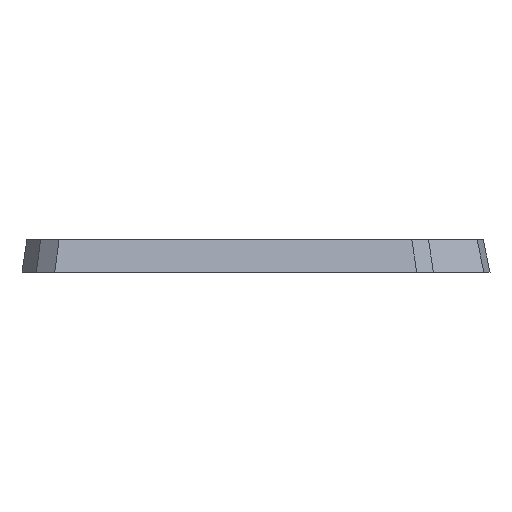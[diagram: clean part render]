
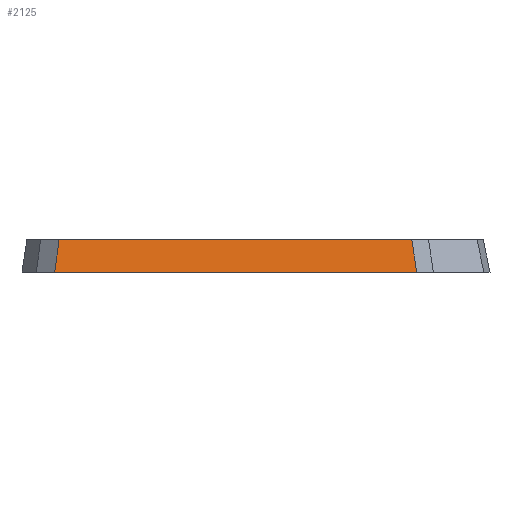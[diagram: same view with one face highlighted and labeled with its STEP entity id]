
A CAD part, left-side view. The second image highlights one B-rep face of the part: STEP entity #2125.
In plain terms, the highlighted planar face has unit normal (-0.989, 0, 0.151).
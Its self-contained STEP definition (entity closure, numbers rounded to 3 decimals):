
#101=PLANE('',#2341);
#205=FACE_OUTER_BOUND('',#319,.T.);
#319=EDGE_LOOP('',(#1894,#1895,#1896,#1897));
#431=LINE('',#3246,#636);
#497=LINE('',#3630,#702);
#532=LINE('',#3725,#737);
#535=LINE('',#3730,#740);
#636=VECTOR('',#2603,10.);
#702=VECTOR('',#2805,10.);
#737=VECTOR('',#2910,10.);
#740=VECTOR('',#2917,10.);
#939=VERTEX_POINT('',#3243);
#940=VERTEX_POINT('',#3245);
#1022=VERTEX_POINT('',#3627);
#1023=VERTEX_POINT('',#3629);
#1181=EDGE_CURVE('',#940,#939,#431,.T.);
#1304=EDGE_CURVE('',#1022,#1023,#497,.T.);
#1352=EDGE_CURVE('',#1023,#939,#532,.T.);
#1355=EDGE_CURVE('',#940,#1022,#535,.T.);
#1894=ORIENTED_EDGE('',*,*,#1352,.F.);
#1895=ORIENTED_EDGE('',*,*,#1304,.F.);
#1896=ORIENTED_EDGE('',*,*,#1355,.F.);
#1897=ORIENTED_EDGE('',*,*,#1181,.T.);
#2125=ADVANCED_FACE('',(#205),#101,.T.);
#2341=AXIS2_PLACEMENT_3D('',#3732,#2920,#2921);
#2603=DIRECTION('',(0.,1.,0.));
#2805=DIRECTION('',(0.,1.,0.));
#2910=DIRECTION('',(0.15,-0.134,0.98));
#2917=DIRECTION('',(-0.15,-0.15,-0.977));
#2920=DIRECTION('center_axis',(-0.988,0.,
0.151));
#2921=DIRECTION('ref_axis',(0.151,0.,0.988));
#3243=CARTESIAN_POINT('',(34.339,-23.612,9.8));
#3245=CARTESIAN_POINT('',(34.339,-130.546,9.8));
#3246=CARTESIAN_POINT('',(34.339,-50.894,9.8));
#3627=CARTESIAN_POINT('',(32.839,-132.046,0.));
#3629=CARTESIAN_POINT('',(32.839,-22.267,0.));
#3630=CARTESIAN_POINT('',(32.839,-17.221,0.));
#3725=CARTESIAN_POINT('',(34.5,-23.757,10.854));
#3730=CARTESIAN_POINT('',(34.98,-129.904,13.99));
#3732=CARTESIAN_POINT('Origin',(33.589,-50.894,4.9));
